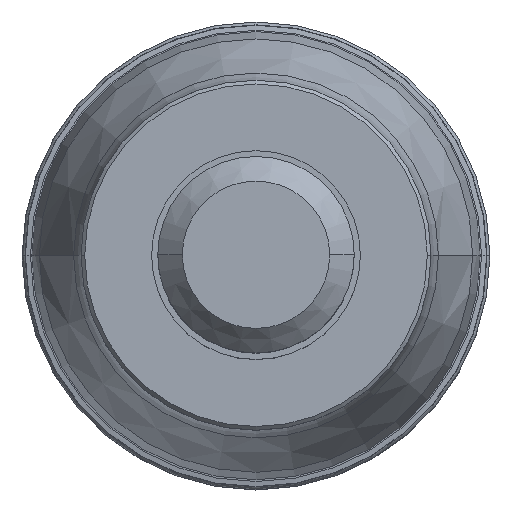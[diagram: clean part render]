
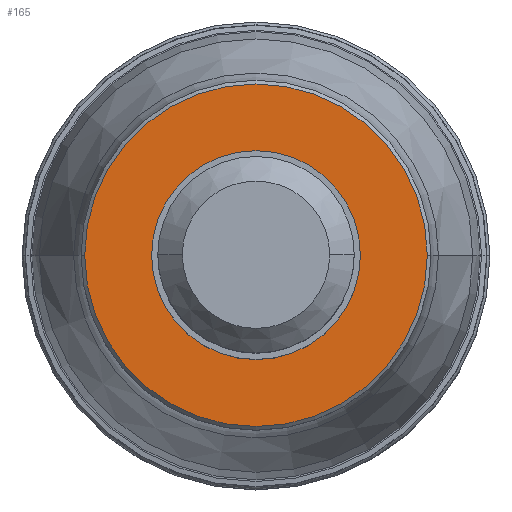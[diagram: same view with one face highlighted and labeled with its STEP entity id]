
A CAD part, top view. The second image highlights one B-rep face of the part: STEP entity #165.
In plain terms, the highlighted planar face has unit normal (0, 0, 1).
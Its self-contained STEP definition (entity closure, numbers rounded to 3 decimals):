
#28=PLANE('',#1442);
#33=FACE_BOUND('',#330,.T.);
#34=FACE_BOUND('',#331,.T.);
#165=ADVANCED_FACE('',(#33,#34),#28,.F.);
#330=EDGE_LOOP('',(#536,#537,#538,#539));
#331=EDGE_LOOP('',(#540,#541));
#536=ORIENTED_EDGE('',*,*,#906,.F.);
#537=ORIENTED_EDGE('',*,*,#907,.F.);
#538=ORIENTED_EDGE('',*,*,#905,.F.);
#539=ORIENTED_EDGE('',*,*,#904,.F.);
#540=ORIENTED_EDGE('',*,*,#908,.F.);
#541=ORIENTED_EDGE('',*,*,#909,.F.);
#764=VERTEX_POINT('',#3369);
#765=VERTEX_POINT('',#3371);
#766=VERTEX_POINT('',#3373);
#767=VERTEX_POINT('',#3377);
#768=VERTEX_POINT('',#3380);
#769=VERTEX_POINT('',#3381);
#904=EDGE_CURVE('',#765,#766,#1095,.T.);
#905=EDGE_CURVE('',#766,#764,#1096,.T.);
#906=EDGE_CURVE('',#767,#765,#1097,.T.);
#907=EDGE_CURVE('',#764,#767,#1098,.T.);
#908=EDGE_CURVE('',#768,#769,#1099,.T.);
#909=EDGE_CURVE('',#769,#768,#1100,.T.);
#1095=CIRCLE('',#1435,13.95);
#1096=CIRCLE('',#1436,13.95);
#1097=CIRCLE('',#1438,13.95);
#1098=CIRCLE('',#1439,13.95);
#1099=CIRCLE('',#1440,8.5);
#1100=CIRCLE('',#1441,8.5);
#1435=AXIS2_PLACEMENT_3D('',#3372,#1753,#1754);
#1436=AXIS2_PLACEMENT_3D('',#3374,#1755,#1756);
#1438=AXIS2_PLACEMENT_3D('',#3376,#1759,#1760);
#1439=AXIS2_PLACEMENT_3D('',#3378,#1761,#1762);
#1440=AXIS2_PLACEMENT_3D('',#3379,#1763,#1764);
#1441=AXIS2_PLACEMENT_3D('',#3382,#1765,#1766);
#1442=AXIS2_PLACEMENT_3D('',#3383,#1767,#1768);
#1753=DIRECTION('',(0.,0.,-1.));
#1754=DIRECTION('',(1.,0.,0.));
#1755=DIRECTION('',(0.,0.,-1.));
#1756=DIRECTION('',(0.,-1.,0.));
#1759=DIRECTION('',(0.,0.,-1.));
#1760=DIRECTION('',(0.,1.,0.));
#1761=DIRECTION('',(0.,0.,-1.));
#1762=DIRECTION('',(-1.,0.,0.));
#1763=DIRECTION('',(0.,0.,1.));
#1764=DIRECTION('',(1.,0.,0.));
#1765=DIRECTION('',(0.,0.,1.));
#1766=DIRECTION('',(-1.,0.,0.));
#1767=DIRECTION('',(0.,0.,-1.));
#1768=DIRECTION('',(-1.,0.,0.));
#3369=CARTESIAN_POINT('',(-13.95,0.,0.));
#3371=CARTESIAN_POINT('',(13.95,0.,0.));
#3372=CARTESIAN_POINT('',(0.,0.,0.));
#3373=CARTESIAN_POINT('',(0.,-13.95,0.));
#3374=CARTESIAN_POINT('',(0.,0.,0.));
#3376=CARTESIAN_POINT('',(0.,0.,0.));
#3377=CARTESIAN_POINT('',(0.,13.95,0.));
#3378=CARTESIAN_POINT('',(0.,0.,0.));
#3379=CARTESIAN_POINT('',(0.,0.,0.));
#3380=CARTESIAN_POINT('',(8.5,0.,0.));
#3381=CARTESIAN_POINT('',(-8.5,0.,0.));
#3382=CARTESIAN_POINT('',(0.,0.,0.));
#3383=CARTESIAN_POINT('',(0.,0.,0.));
